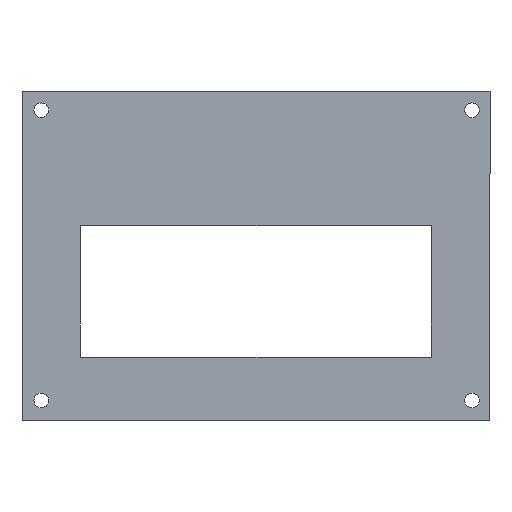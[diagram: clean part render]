
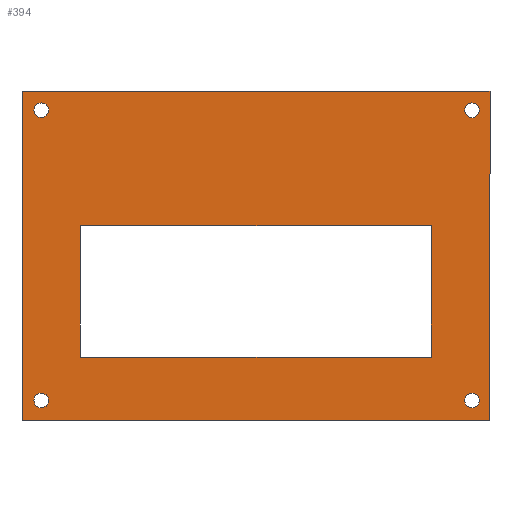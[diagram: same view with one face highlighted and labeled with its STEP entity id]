
A CAD part, front view. The second image highlights one B-rep face of the part: STEP entity #394.
In plain terms, the highlighted planar face has unit normal (0, -1, 0).
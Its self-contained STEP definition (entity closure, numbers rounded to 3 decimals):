
#2 = DIRECTION ( 'NONE',  ( 0., 0., -1. ) ) ;
#5 = AXIS2_PLACEMENT_3D ( 'NONE', #593, #143, #441 ) ;
#7 = CARTESIAN_POINT ( 'NONE',  ( 92.3, 0., -5.35 ) ) ;
#13 = VECTOR ( 'NONE', #2, 1000. ) ;
#15 = DIRECTION ( 'NONE',  ( 0., -1., 0. ) ) ;
#23 = LINE ( 'NONE', #224, #438 ) ;
#24 = DIRECTION ( 'NONE',  ( 1., 0., 0. ) ) ;
#25 = LINE ( 'NONE', #222, #579 ) ;
#28 = EDGE_CURVE ( 'NONE', #158, #303, #32, .T. ) ;
#32 = CIRCLE ( 'NONE', #560, 1.5 ) ;
#33 = DIRECTION ( 'NONE',  ( 0., -1., 0. ) ) ;
#36 = EDGE_CURVE ( 'NONE', #424, #342, #203, .T. ) ;
#38 = DIRECTION ( 'NONE',  ( 0., -1., 0. ) ) ;
#41 = VERTEX_POINT ( 'NONE', #474 ) ;
#42 = LINE ( 'NONE', #537, #282 ) ;
#45 = EDGE_LOOP ( 'NONE', ( #116, #555, #353, #104 ) ) ;
#49 = ORIENTED_EDGE ( 'NONE', *, *, #527, .F. ) ;
#51 = CARTESIAN_POINT ( 'NONE',  ( 92.3, 0., -64.89 ) ) ;
#53 = CARTESIAN_POINT ( 'NONE',  ( 92.3, 0., -3.85 ) ) ;
#68 = EDGE_CURVE ( 'NONE', #259, #324, #244, .T. ) ;
#79 = CARTESIAN_POINT ( 'NONE',  ( 3.96, 0., -64.89 ) ) ;
#84 = AXIS2_PLACEMENT_3D ( 'NONE', #215, #15, #408 ) ;
#90 = DIRECTION ( 'NONE',  ( 1., 0., 0. ) ) ;
#96 = AXIS2_PLACEMENT_3D ( 'NONE', #519, #523, #276 ) ;
#97 = FACE_BOUND ( 'NONE', #279, .T. ) ;
#101 = LINE ( 'NONE', #142, #13 ) ;
#104 = ORIENTED_EDGE ( 'NONE', *, *, #219, .F. ) ;
#107 = EDGE_CURVE ( 'NONE', #407, #361, #23, .T. ) ;
#116 = ORIENTED_EDGE ( 'NONE', *, *, #107, .F. ) ;
#125 = EDGE_CURVE ( 'NONE', #539, #141, #42, .T. ) ;
#127 = AXIS2_PLACEMENT_3D ( 'NONE', #484, #280, #479 ) ;
#130 = CARTESIAN_POINT ( 'NONE',  ( 92.3, 0., -2.35 ) ) ;
#140 = CARTESIAN_POINT ( 'NONE',  ( 92.3, 0., -63.39 ) ) ;
#141 = VERTEX_POINT ( 'NONE', #581 ) ;
#142 = CARTESIAN_POINT ( 'NONE',  ( 96., 0., 0. ) ) ;
#143 = DIRECTION ( 'NONE',  ( 0., 1., 0. ) ) ;
#147 = CARTESIAN_POINT ( 'NONE',  ( 12., 0., -27.5 ) ) ;
#149 = CARTESIAN_POINT ( 'NONE',  ( 3.96, 0., -61.89 ) ) ;
#154 = FACE_BOUND ( 'NONE', #326, .T. ) ;
#158 = VERTEX_POINT ( 'NONE', #149 ) ;
#164 = VERTEX_POINT ( 'NONE', #337 ) ;
#176 = ORIENTED_EDGE ( 'NONE', *, *, #315, .T. ) ;
#178 = DIRECTION ( 'NONE',  ( 1., 0., 0. ) ) ;
#179 = DIRECTION ( 'NONE',  ( 0., 0., -1. ) ) ;
#192 = PLANE ( 'NONE',  #5 ) ;
#194 = EDGE_CURVE ( 'NONE', #342, #424, #305, .T. ) ;
#203 = CIRCLE ( 'NONE', #96, 1.5 ) ;
#204 = DIRECTION ( 'NONE',  ( 0., -1., 0. ) ) ;
#208 = VERTEX_POINT ( 'NONE', #51 ) ;
#215 = CARTESIAN_POINT ( 'NONE',  ( 3.96, 0., -63.39 ) ) ;
#217 = CARTESIAN_POINT ( 'NONE',  ( 0., 0., -67.5 ) ) ;
#219 = EDGE_CURVE ( 'NONE', #361, #164, #101, .T. ) ;
#222 = CARTESIAN_POINT ( 'NONE',  ( 0., 0., 0. ) ) ;
#224 = CARTESIAN_POINT ( 'NONE',  ( 0., 0., 0. ) ) ;
#237 = CARTESIAN_POINT ( 'NONE',  ( 92.3, 0., -63.39 ) ) ;
#244 = CIRCLE ( 'NONE', #127, 1.5 ) ;
#249 = CARTESIAN_POINT ( 'NONE',  ( 0., 0., 0. ) ) ;
#259 = VERTEX_POINT ( 'NONE', #7 ) ;
#267 = ORIENTED_EDGE ( 'NONE', *, *, #68, .F. ) ;
#269 = DIRECTION ( 'NONE',  ( 0., 0., -1. ) ) ;
#270 = VERTEX_POINT ( 'NONE', #573 ) ;
#276 = DIRECTION ( 'NONE',  ( 0., 0., 1. ) ) ;
#279 = EDGE_LOOP ( 'NONE', ( #505, #559, #375, #176 ) ) ;
#280 = DIRECTION ( 'NONE',  ( 0., -1., 0. ) ) ;
#282 = VECTOR ( 'NONE', #629, 1000. ) ;
#289 = ORIENTED_EDGE ( 'NONE', *, *, #36, .F. ) ;
#291 = DIRECTION ( 'NONE',  ( 0., 0., 1. ) ) ;
#293 = AXIS2_PLACEMENT_3D ( 'NONE', #440, #584, #301 ) ;
#295 = FACE_BOUND ( 'NONE', #504, .T. ) ;
#301 = DIRECTION ( 'NONE',  ( 0., 0., 1. ) ) ;
#303 = VERTEX_POINT ( 'NONE', #79 ) ;
#305 = CIRCLE ( 'NONE', #293, 1.5 ) ;
#308 = EDGE_CURVE ( 'NONE', #535, #164, #366, .T. ) ;
#311 = LINE ( 'NONE', #509, #531 ) ;
#314 = VECTOR ( 'NONE', #90, 1000. ) ;
#315 = EDGE_CURVE ( 'NONE', #270, #409, #530, .T. ) ;
#317 = EDGE_LOOP ( 'NONE', ( #507, #454 ) ) ;
#324 = VERTEX_POINT ( 'NONE', #130 ) ;
#326 = EDGE_LOOP ( 'NONE', ( #49, #267 ) ) ;
#329 = EDGE_LOOP ( 'NONE', ( #289, #351 ) ) ;
#337 = CARTESIAN_POINT ( 'NONE',  ( 96., 0., -67.5 ) ) ;
#338 = DIRECTION ( 'NONE',  ( 0., 0., 1. ) ) ;
#342 = VERTEX_POINT ( 'NONE', #526 ) ;
#348 = ORIENTED_EDGE ( 'NONE', *, *, #623, .F. ) ;
#351 = ORIENTED_EDGE ( 'NONE', *, *, #194, .F. ) ;
#353 = ORIENTED_EDGE ( 'NONE', *, *, #308, .T. ) ;
#358 = CARTESIAN_POINT ( 'NONE',  ( 12., 0., -54.5 ) ) ;
#361 = VERTEX_POINT ( 'NONE', #576 ) ;
#362 = CIRCLE ( 'NONE', #84, 1.5 ) ;
#366 = LINE ( 'NONE', #374, #482 ) ;
#374 = CARTESIAN_POINT ( 'NONE',  ( 0., 0., -67.5 ) ) ;
#375 = ORIENTED_EDGE ( 'NONE', *, *, #501, .T. ) ;
#377 = AXIS2_PLACEMENT_3D ( 'NONE', #140, #585, #291 ) ;
#389 = CARTESIAN_POINT ( 'NONE',  ( 84., 0., -54.5 ) ) ;
#394 = ADVANCED_FACE ( 'NONE', ( #97, #154, #295, #582, #396, #495 ), #192, .F. ) ;
#396 = FACE_BOUND ( 'NONE', #329, .T. ) ;
#400 = DIRECTION ( 'NONE',  ( 0., 0., 1. ) ) ;
#407 = VERTEX_POINT ( 'NONE', #249 ) ;
#408 = DIRECTION ( 'NONE',  ( 0., 0., 1. ) ) ;
#409 = VERTEX_POINT ( 'NONE', #389 ) ;
#424 = VERTEX_POINT ( 'NONE', #578 ) ;
#427 = CIRCLE ( 'NONE', #377, 1.5 ) ;
#429 = EDGE_CURVE ( 'NONE', #41, #208, #427, .T. ) ;
#438 = VECTOR ( 'NONE', #178, 1000. ) ;
#440 = CARTESIAN_POINT ( 'NONE',  ( 3.96, 0., -3.85 ) ) ;
#441 = DIRECTION ( 'NONE',  ( 0., 0., 1. ) ) ;
#443 = EDGE_CURVE ( 'NONE', #208, #41, #554, .T. ) ;
#454 = ORIENTED_EDGE ( 'NONE', *, *, #443, .F. ) ;
#463 = ORIENTED_EDGE ( 'NONE', *, *, #28, .F. ) ;
#473 = DIRECTION ( 'NONE',  ( -1., 0., 0. ) ) ;
#474 = CARTESIAN_POINT ( 'NONE',  ( 92.3, 0., -61.89 ) ) ;
#475 = CARTESIAN_POINT ( 'NONE',  ( 84., 0., -54.5 ) ) ;
#479 = DIRECTION ( 'NONE',  ( 0., 0., 1. ) ) ;
#482 = VECTOR ( 'NONE', #24, 1000. ) ;
#484 = CARTESIAN_POINT ( 'NONE',  ( 92.3, 0., -3.85 ) ) ;
#495 = FACE_OUTER_BOUND ( 'NONE', #45, .T. ) ;
#501 = EDGE_CURVE ( 'NONE', #141, #270, #633, .T. ) ;
#504 = EDGE_LOOP ( 'NONE', ( #463, #348 ) ) ;
#505 = ORIENTED_EDGE ( 'NONE', *, *, #556, .T. ) ;
#507 = ORIENTED_EDGE ( 'NONE', *, *, #429, .F. ) ;
#509 = CARTESIAN_POINT ( 'NONE',  ( 12., 0., -54.5 ) ) ;
#511 = VECTOR ( 'NONE', #179, 1000. ) ;
#516 = DIRECTION ( 'NONE',  ( 0., 0., 1. ) ) ;
#519 = CARTESIAN_POINT ( 'NONE',  ( 3.96, 0., -3.85 ) ) ;
#523 = DIRECTION ( 'NONE',  ( 0., -1., 0. ) ) ;
#526 = CARTESIAN_POINT ( 'NONE',  ( 3.96, 0., -5.35 ) ) ;
#527 = EDGE_CURVE ( 'NONE', #324, #259, #590, .T. ) ;
#530 = LINE ( 'NONE', #475, #511 ) ;
#531 = VECTOR ( 'NONE', #473, 1000. ) ;
#535 = VERTEX_POINT ( 'NONE', #217 ) ;
#537 = CARTESIAN_POINT ( 'NONE',  ( 12., 0., -54.5 ) ) ;
#539 = VERTEX_POINT ( 'NONE', #358 ) ;
#544 = AXIS2_PLACEMENT_3D ( 'NONE', #53, #204, #400 ) ;
#554 = CIRCLE ( 'NONE', #616, 1.5 ) ;
#555 = ORIENTED_EDGE ( 'NONE', *, *, #614, .T. ) ;
#556 = EDGE_CURVE ( 'NONE', #409, #539, #311, .T. ) ;
#559 = ORIENTED_EDGE ( 'NONE', *, *, #125, .T. ) ;
#560 = AXIS2_PLACEMENT_3D ( 'NONE', #608, #33, #516 ) ;
#573 = CARTESIAN_POINT ( 'NONE',  ( 84., 0., -27.5 ) ) ;
#576 = CARTESIAN_POINT ( 'NONE',  ( 96., 0., 0. ) ) ;
#578 = CARTESIAN_POINT ( 'NONE',  ( 3.96, 0., -2.35 ) ) ;
#579 = VECTOR ( 'NONE', #269, 1000. ) ;
#581 = CARTESIAN_POINT ( 'NONE',  ( 12., 0., -27.5 ) ) ;
#582 = FACE_BOUND ( 'NONE', #317, .T. ) ;
#584 = DIRECTION ( 'NONE',  ( 0., -1., 0. ) ) ;
#585 = DIRECTION ( 'NONE',  ( 0., -1., 0. ) ) ;
#590 = CIRCLE ( 'NONE', #544, 1.5 ) ;
#593 = CARTESIAN_POINT ( 'NONE',  ( 0., 0., 0. ) ) ;
#608 = CARTESIAN_POINT ( 'NONE',  ( 3.96, 0., -63.39 ) ) ;
#614 = EDGE_CURVE ( 'NONE', #407, #535, #25, .T. ) ;
#616 = AXIS2_PLACEMENT_3D ( 'NONE', #237, #38, #338 ) ;
#623 = EDGE_CURVE ( 'NONE', #303, #158, #362, .T. ) ;
#629 = DIRECTION ( 'NONE',  ( 0., 0., 1. ) ) ;
#633 = LINE ( 'NONE', #147, #314 ) ;
